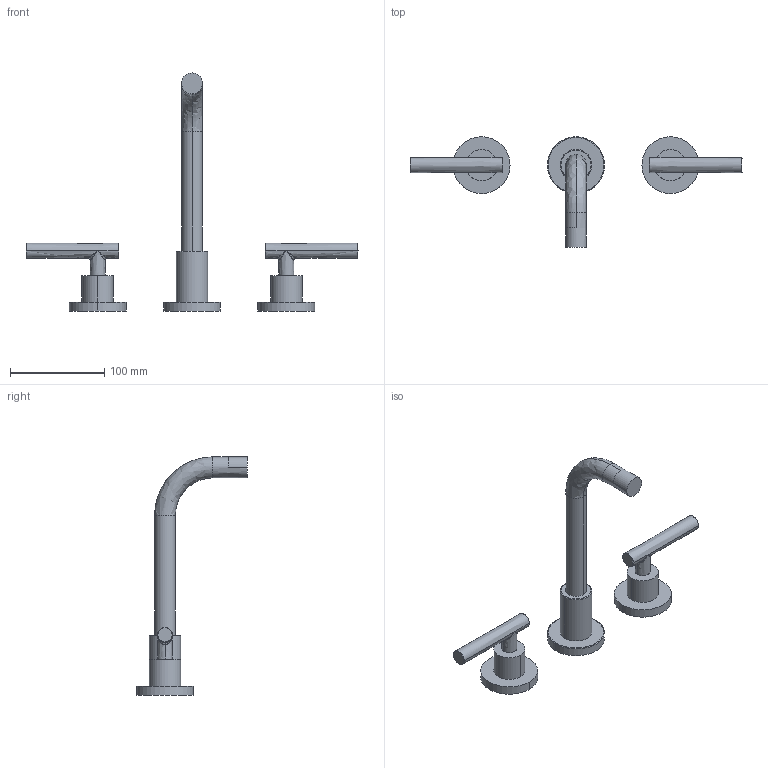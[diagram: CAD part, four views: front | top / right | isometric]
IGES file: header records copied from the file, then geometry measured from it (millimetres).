
Start section:  PTC IGES file: 3-991l.igs
Global section: file name: 3-991l.igs; native system: Creo Parametric by PTC Inc.; preprocessor: 2018400; author: gbazan; organization: Unknown; date: 20211105.130449; units: inch
Bounding box: 351.84 x 117.54 x 252.41 mm (x, y, z)
Surface area: 64357.6 mm2 (no closed solid volume)
Topology: 0 solids, 0 shells, 139 faces, 678 edges, 676 vertices
Faces by surface type: revolution 82, bspline 57
